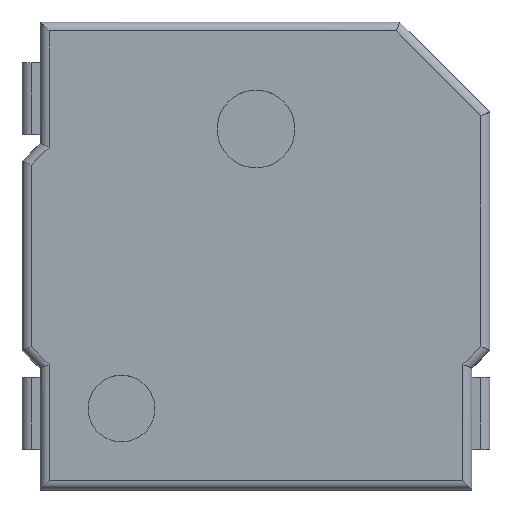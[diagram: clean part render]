
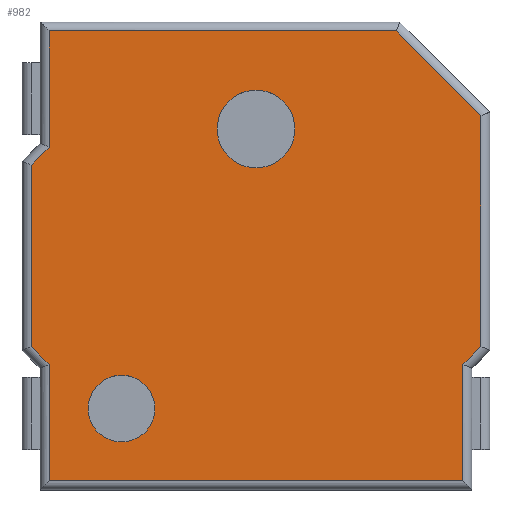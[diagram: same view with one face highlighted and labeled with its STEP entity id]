
A CAD part, top view. The second image highlights one B-rep face of the part: STEP entity #982.
In plain terms, the highlighted planar face has unit normal (0, 0, 1).
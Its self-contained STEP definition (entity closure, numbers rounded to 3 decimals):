
#53=FACE_BOUND('',#162,.T.);
#54=FACE_BOUND('',#163,.T.);
#64=PLANE('',#1060);
#103=FACE_OUTER_BOUND('',#161,.T.);
#161=EDGE_LOOP('',(#755,#756,#757,#758,#759,#760,#761,#762,#763,#764,#765));
#162=EDGE_LOOP('',(#766));
#163=EDGE_LOOP('',(#767));
#261=LINE('',#1538,#369);
#262=LINE('',#1540,#370);
#263=LINE('',#1542,#371);
#264=LINE('',#1544,#372);
#265=LINE('',#1546,#373);
#266=LINE('',#1548,#374);
#267=LINE('',#1550,#375);
#268=LINE('',#1552,#376);
#269=LINE('',#1554,#377);
#270=LINE('',#1556,#378);
#271=LINE('',#1557,#379);
#369=VECTOR('',#1227,1000.);
#370=VECTOR('',#1228,1000.);
#371=VECTOR('',#1229,1000.);
#372=VECTOR('',#1230,1000.);
#373=VECTOR('',#1231,1000.);
#374=VECTOR('',#1232,1000.);
#375=VECTOR('',#1233,1000.);
#376=VECTOR('',#1234,1000.);
#377=VECTOR('',#1235,1000.);
#378=VECTOR('',#1236,1000.);
#379=VECTOR('',#1237,1000.);
#423=CIRCLE('',#1041,0.432);
#425=CIRCLE('',#1044,0.371);
#443=VERTEX_POINT('',#1414);
#445=VERTEX_POINT('',#1420);
#490=VERTEX_POINT('',#1536);
#491=VERTEX_POINT('',#1537);
#492=VERTEX_POINT('',#1539);
#493=VERTEX_POINT('',#1541);
#494=VERTEX_POINT('',#1543);
#495=VERTEX_POINT('',#1545);
#496=VERTEX_POINT('',#1547);
#497=VERTEX_POINT('',#1549);
#498=VERTEX_POINT('',#1551);
#499=VERTEX_POINT('',#1553);
#500=VERTEX_POINT('',#1555);
#533=EDGE_CURVE('',#443,#443,#423,.T.);
#536=EDGE_CURVE('',#445,#445,#425,.T.);
#594=EDGE_CURVE('',#490,#491,#261,.T.);
#595=EDGE_CURVE('',#491,#492,#262,.T.);
#596=EDGE_CURVE('',#492,#493,#263,.T.);
#597=EDGE_CURVE('',#493,#494,#264,.T.);
#598=EDGE_CURVE('',#494,#495,#265,.T.);
#599=EDGE_CURVE('',#495,#496,#266,.T.);
#600=EDGE_CURVE('',#496,#497,#267,.T.);
#601=EDGE_CURVE('',#497,#498,#268,.T.);
#602=EDGE_CURVE('',#498,#499,#269,.T.);
#603=EDGE_CURVE('',#499,#500,#270,.T.);
#604=EDGE_CURVE('',#500,#490,#271,.T.);
#755=ORIENTED_EDGE('',*,*,#594,.T.);
#756=ORIENTED_EDGE('',*,*,#595,.T.);
#757=ORIENTED_EDGE('',*,*,#596,.T.);
#758=ORIENTED_EDGE('',*,*,#597,.T.);
#759=ORIENTED_EDGE('',*,*,#598,.T.);
#760=ORIENTED_EDGE('',*,*,#599,.T.);
#761=ORIENTED_EDGE('',*,*,#600,.T.);
#762=ORIENTED_EDGE('',*,*,#601,.T.);
#763=ORIENTED_EDGE('',*,*,#602,.T.);
#764=ORIENTED_EDGE('',*,*,#603,.T.);
#765=ORIENTED_EDGE('',*,*,#604,.T.);
#766=ORIENTED_EDGE('',*,*,#533,.F.);
#767=ORIENTED_EDGE('',*,*,#536,.F.);
#982=ADVANCED_FACE('',(#103,#53,#54),#64,.F.);
#1041=AXIS2_PLACEMENT_3D('',#1416,#1133,#1134);
#1044=AXIS2_PLACEMENT_3D('',#1422,#1140,#1141);
#1060=AXIS2_PLACEMENT_3D('',#1535,#1225,#1226);
#1133=DIRECTION('center_axis',(0.,0.,
1.));
#1134=DIRECTION('ref_axis',(-1.,0.,0.));
#1140=DIRECTION('center_axis',(0.,0.,
1.));
#1141=DIRECTION('ref_axis',(-1.,0.,0.));
#1225=DIRECTION('center_axis',(0.,0.,
-1.));
#1226=DIRECTION('ref_axis',(1.,0.,0.));
#1227=DIRECTION('',(0.,-1.,0.));
#1228=DIRECTION('',(0.707,-0.707,0.));
#1229=DIRECTION('',(0.,-1.,0.));
#1230=DIRECTION('',(1.,0.,0.));
#1231=DIRECTION('',(0.,1.,0.));
#1232=DIRECTION('',(0.707,0.707,0.));
#1233=DIRECTION('',(0.,1.,0.));
#1234=DIRECTION('',(-0.707,0.707,0.));
#1235=DIRECTION('',(-1.,0.,0.));
#1236=DIRECTION('',(0.,-1.,0.));
#1237=DIRECTION('',(-0.707,-0.707,0.));
#1414=CARTESIAN_POINT('',(0.432,1.41,2.1));
#1416=CARTESIAN_POINT('Origin',(0.,1.41,2.1));
#1420=CARTESIAN_POINT('',(-1.124,-1.698,2.1));
#1422=CARTESIAN_POINT('Origin',(-1.495,-1.698,2.1));
#1535=CARTESIAN_POINT('Origin',(0.,0.,
2.1));
#1536=CARTESIAN_POINT('',(-2.5,1.009,2.1));
#1537=CARTESIAN_POINT('',(-2.5,-1.009,2.1));
#1538=CARTESIAN_POINT('',(-2.5,0.,2.1));
#1539=CARTESIAN_POINT('',(-2.3,-1.209,2.1));
#1540=CARTESIAN_POINT('',(-1.754,-1.754,2.1));
#1541=CARTESIAN_POINT('',(-2.3,-2.5,2.1));
#1542=CARTESIAN_POINT('',(-2.3,0.,2.1));
#1543=CARTESIAN_POINT('',(2.3,-2.5,2.1));
#1544=CARTESIAN_POINT('',(0.,-2.5,2.1));
#1545=CARTESIAN_POINT('',(2.3,-1.209,2.1));
#1546=CARTESIAN_POINT('',(2.3,0.,2.1));
#1547=CARTESIAN_POINT('',(2.5,-1.009,2.1));
#1548=CARTESIAN_POINT('',(1.754,-1.754,2.1));
#1549=CARTESIAN_POINT('',(2.5,1.559,2.1));
#1550=CARTESIAN_POINT('',(2.5,0.,2.1));
#1551=CARTESIAN_POINT('',(1.559,2.5,2.1));
#1552=CARTESIAN_POINT('',(2.029,2.029,2.1));
#1553=CARTESIAN_POINT('',(-2.3,2.5,2.1));
#1554=CARTESIAN_POINT('',(0.,2.5,2.1));
#1555=CARTESIAN_POINT('',(-2.3,1.209,2.1));
#1556=CARTESIAN_POINT('',(-2.3,0.,2.1));
#1557=CARTESIAN_POINT('',(-1.754,1.754,2.1));
